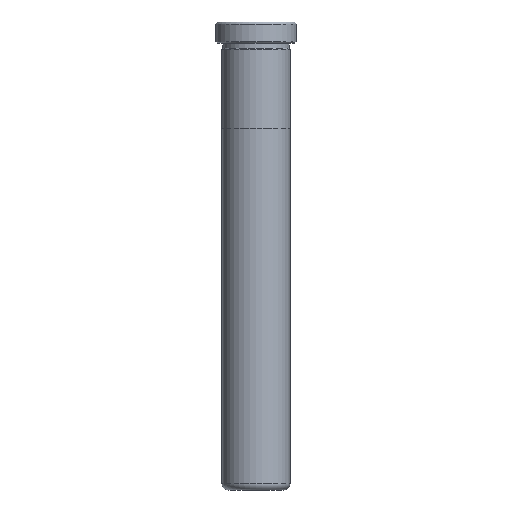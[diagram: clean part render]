
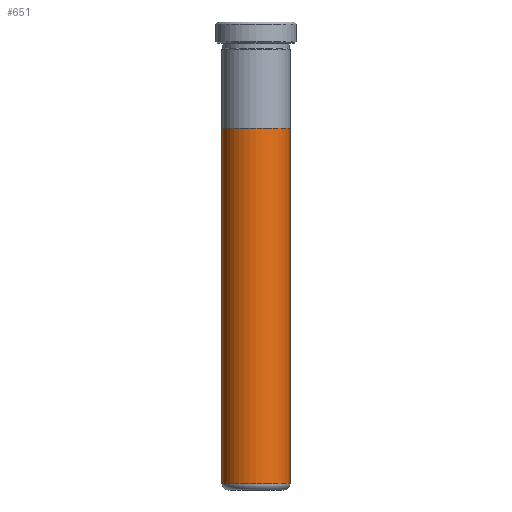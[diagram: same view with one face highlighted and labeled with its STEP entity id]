
A CAD part, front view. The second image highlights one B-rep face of the part: STEP entity #651.
In plain terms, the highlighted cylindrical face has radius 7.995 mm (diameter 15.99 mm), a partial arc.
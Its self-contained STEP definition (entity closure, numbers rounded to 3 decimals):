
#8 = ORIENTED_EDGE ( 'NONE', *, *, #470, .F. ) ;
#79 = CARTESIAN_POINT ( 'NONE',  ( 0., 0., 85. ) ) ;
#102 = CARTESIAN_POINT ( 'NONE',  ( 0., 0., 1.5 ) ) ;
#109 = DIRECTION ( 'NONE',  ( 0., 0., -1. ) ) ;
#157 = CYLINDRICAL_SURFACE ( 'NONE', #628, 7.995 ) ;
#207 = VERTEX_POINT ( 'NONE', #1068 ) ;
#208 = DIRECTION ( 'NONE',  ( 1., 0., 0. ) ) ;
#234 = DIRECTION ( 'NONE',  ( 1., 0., 0. ) ) ;
#238 = DIRECTION ( 'NONE',  ( -1., 0., 0. ) ) ;
#336 = VECTOR ( 'NONE', #809, 1000. ) ;
#374 = LINE ( 'NONE', #1485, #336 ) ;
#406 = EDGE_CURVE ( 'NONE', #723, #207, #1366, .T. ) ;
#465 = EDGE_CURVE ( 'NONE', #1167, #1042, #1252, .T. ) ;
#470 = EDGE_CURVE ( 'NONE', #207, #1042, #374, .T. ) ;
#485 = EDGE_CURVE ( 'NONE', #723, #1167, #1221, .T. ) ;
#628 = AXIS2_PLACEMENT_3D ( 'NONE', #1490, #109, #238 ) ;
#651 = ADVANCED_FACE ( 'NONE', ( #1071 ), #157, .T. ) ;
#689 = CARTESIAN_POINT ( 'NONE',  ( -7.995, 0., 1.5 ) ) ;
#723 = VERTEX_POINT ( 'NONE', #930 ) ;
#809 = DIRECTION ( 'NONE',  ( 0., 0., -1. ) ) ;
#879 = AXIS2_PLACEMENT_3D ( 'NONE', #102, #912, #234 ) ;
#893 = DIRECTION ( 'NONE',  ( 0., 0., 1. ) ) ;
#906 = VECTOR ( 'NONE', #1261, 1000. ) ;
#912 = DIRECTION ( 'NONE',  ( 0., 0., 1. ) ) ;
#930 = CARTESIAN_POINT ( 'NONE',  ( -7.995, 0., 85. ) ) ;
#1042 = VERTEX_POINT ( 'NONE', #1476 ) ;
#1068 = CARTESIAN_POINT ( 'NONE',  ( 7.995, 0., 85. ) ) ;
#1071 = FACE_OUTER_BOUND ( 'NONE', #1192, .T. ) ;
#1146 = CARTESIAN_POINT ( 'NONE',  ( -7.995, 0., 105. ) ) ;
#1148 = ORIENTED_EDGE ( 'NONE', *, *, #406, .F. ) ;
#1167 = VERTEX_POINT ( 'NONE', #689 ) ;
#1192 = EDGE_LOOP ( 'NONE', ( #8, #1148, #1463, #1394 ) ) ;
#1221 = LINE ( 'NONE', #1146, #906 ) ;
#1252 = CIRCLE ( 'NONE', #879, 7.995 ) ;
#1261 = DIRECTION ( 'NONE',  ( 0., 0., -1. ) ) ;
#1289 = AXIS2_PLACEMENT_3D ( 'NONE', #79, #893, #208 ) ;
#1366 = CIRCLE ( 'NONE', #1289, 7.995 ) ;
#1394 = ORIENTED_EDGE ( 'NONE', *, *, #465, .T. ) ;
#1463 = ORIENTED_EDGE ( 'NONE', *, *, #485, .T. ) ;
#1476 = CARTESIAN_POINT ( 'NONE',  ( 7.995, 0., 1.5 ) ) ;
#1485 = CARTESIAN_POINT ( 'NONE',  ( 7.995, 0., 105. ) ) ;
#1490 = CARTESIAN_POINT ( 'NONE',  ( 0., 0., 105. ) ) ;
